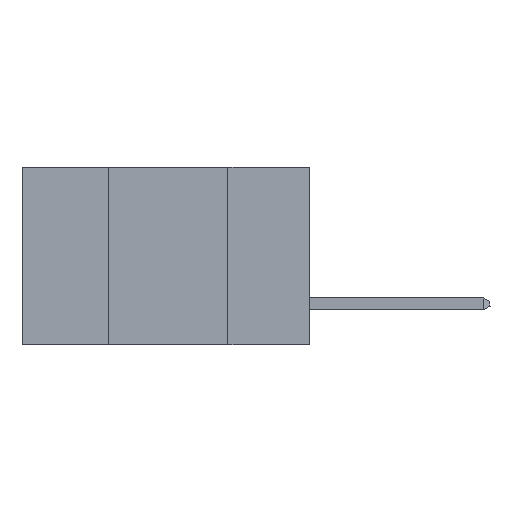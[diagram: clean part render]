
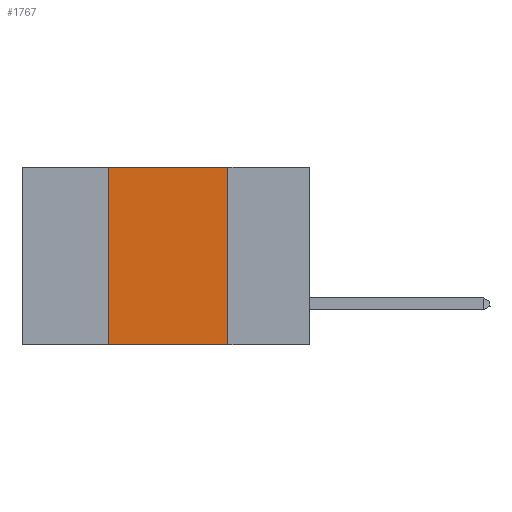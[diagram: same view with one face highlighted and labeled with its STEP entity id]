
A CAD part, left-side view. The second image highlights one B-rep face of the part: STEP entity #1767.
In plain terms, the highlighted planar face has unit normal (-1, 0, 0).
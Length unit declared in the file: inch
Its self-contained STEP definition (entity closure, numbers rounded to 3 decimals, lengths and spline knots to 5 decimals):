
#137 = VECTOR ( 'NONE', #3190, 39.37008 ) ;
#383 = VERTEX_POINT ( 'NONE', #5246 ) ;
#512 = EDGE_CURVE ( 'NONE', #383, #8487, #6912, .T. ) ;
#995 = EDGE_CURVE ( 'NONE', #3099, #10934, #2496, .T. ) ;
#1262 = CARTESIAN_POINT ( 'NONE',  ( 0., 0.17, -0.37 ) ) ;
#1767 = ADVANCED_FACE ( 'NONE', ( #9927 ), #5782, .F. ) ;
#1931 = ORIENTED_EDGE ( 'NONE', *, *, #512, .T. ) ;
#1979 = CARTESIAN_POINT ( 'NONE',  ( 0., 0.42, 0. ) ) ;
#2496 = LINE ( 'NONE', #3608, #8265 ) ;
#3099 = VERTEX_POINT ( 'NONE', #5615 ) ;
#3190 = DIRECTION ( 'NONE',  ( 0., 0., -1. ) ) ;
#3608 = CARTESIAN_POINT ( 'NONE',  ( 0., 0.6, 0. ) ) ;
#4363 = EDGE_CURVE ( 'NONE', #10934, #8487, #9301, .T. ) ;
#4607 = DIRECTION ( 'NONE',  ( 0., 0., 1. ) ) ;
#4846 = VECTOR ( 'NONE', #9048, 39.37008 ) ;
#4877 = EDGE_CURVE ( 'NONE', #383, #3099, #8914, .T. ) ;
#4886 = DIRECTION ( 'NONE',  ( 1., 0., 0. ) ) ;
#5246 = CARTESIAN_POINT ( 'NONE',  ( 0., 0.42, -0.37 ) ) ;
#5371 = DIRECTION ( 'NONE',  ( 0., -1., 0. ) ) ;
#5615 = CARTESIAN_POINT ( 'NONE',  ( 0., 0.42, 0. ) ) ;
#5782 = PLANE ( 'NONE',  #7184 ) ;
#5816 = DIRECTION ( 'NONE',  ( 0., 0., -1. ) ) ;
#6681 = EDGE_LOOP ( 'NONE', ( #7646, #9965, #9566, #1931 ) ) ;
#6912 = LINE ( 'NONE', #7387, #4846 ) ;
#7184 = AXIS2_PLACEMENT_3D ( 'NONE', #10138, #4886, #5816 ) ;
#7387 = CARTESIAN_POINT ( 'NONE',  ( 0., 0.6, -0.37 ) ) ;
#7393 = VECTOR ( 'NONE', #4607, 39.37008 ) ;
#7646 = ORIENTED_EDGE ( 'NONE', *, *, #4363, .F. ) ;
#8265 = VECTOR ( 'NONE', #5371, 39.37008 ) ;
#8451 = CARTESIAN_POINT ( 'NONE',  ( 0., 0.17, 0. ) ) ;
#8487 = VERTEX_POINT ( 'NONE', #1262 ) ;
#8914 = LINE ( 'NONE', #1979, #7393 ) ;
#9048 = DIRECTION ( 'NONE',  ( 0., -1., 0. ) ) ;
#9301 = LINE ( 'NONE', #8451, #137 ) ;
#9566 = ORIENTED_EDGE ( 'NONE', *, *, #4877, .F. ) ;
#9927 = FACE_OUTER_BOUND ( 'NONE', #6681, .T. ) ;
#9965 = ORIENTED_EDGE ( 'NONE', *, *, #995, .F. ) ;
#10138 = CARTESIAN_POINT ( 'NONE',  ( 0., 0.6, 0. ) ) ;
#10926 = CARTESIAN_POINT ( 'NONE',  ( 0., 0.17, 0. ) ) ;
#10934 = VERTEX_POINT ( 'NONE', #10926 ) ;
